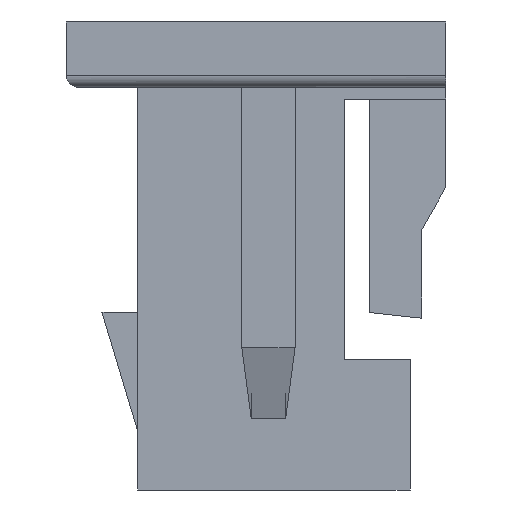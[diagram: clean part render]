
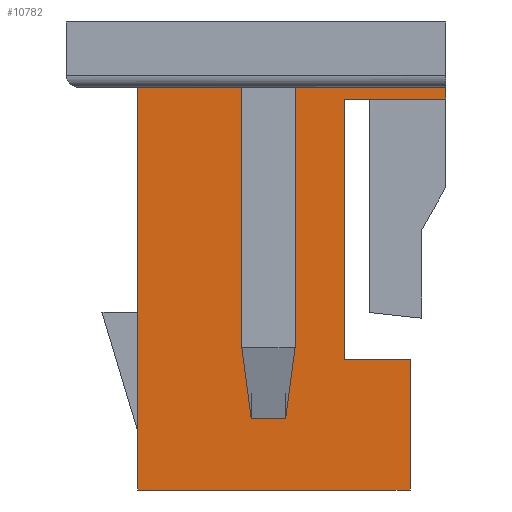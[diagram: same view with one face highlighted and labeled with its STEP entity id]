
A CAD part, left-side view. The second image highlights one B-rep face of the part: STEP entity #10782.
In plain terms, the highlighted planar face has unit normal (-1, 0, 0).
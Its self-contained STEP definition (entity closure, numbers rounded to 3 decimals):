
#1803=ORIENTED_EDGE('',*,*,#3402,.F.);
#1804=ORIENTED_EDGE('',*,*,#4455,.T.);
#1805=ORIENTED_EDGE('',*,*,#4456,.T.);
#1806=ORIENTED_EDGE('',*,*,#4457,.F.);
#1807=ORIENTED_EDGE('',*,*,#3269,.F.);
#1808=ORIENTED_EDGE('',*,*,#3225,.F.);
#1809=ORIENTED_EDGE('',*,*,#4458,.T.);
#1810=ORIENTED_EDGE('',*,*,#4459,.F.);
#1811=ORIENTED_EDGE('',*,*,#4460,.F.);
#1812=ORIENTED_EDGE('',*,*,#3221,.F.);
#1813=ORIENTED_EDGE('',*,*,#3542,.T.);
#1814=ORIENTED_EDGE('',*,*,#3442,.F.);
#3221=EDGE_CURVE('',#4803,#4804,#5841,.T.);
#3225=EDGE_CURVE('',#4807,#4808,#5845,.T.);
#3269=EDGE_CURVE('',#4808,#4842,#5885,.T.);
#3402=EDGE_CURVE('',#4971,#4972,#6018,.T.);
#3442=EDGE_CURVE('',#4972,#5003,#6058,.T.);
#3542=EDGE_CURVE('',#4803,#5003,#6158,.T.);
#4455=EDGE_CURVE('',#4971,#5727,#7071,.T.);
#4456=EDGE_CURVE('',#5727,#5728,#7072,.T.);
#4457=EDGE_CURVE('',#4842,#5728,#7073,.T.);
#4458=EDGE_CURVE('',#4807,#5729,#7074,.T.);
#4459=EDGE_CURVE('',#5730,#5729,#7075,.T.);
#4460=EDGE_CURVE('',#4804,#5730,#7076,.T.);
#4803=VERTEX_POINT('',#14237);
#4804=VERTEX_POINT('',#14239);
#4807=VERTEX_POINT('',#14245);
#4808=VERTEX_POINT('',#14247);
#4842=VERTEX_POINT('',#14334);
#4971=VERTEX_POINT('',#14598);
#4972=VERTEX_POINT('',#14600);
#5003=VERTEX_POINT('',#14680);
#5727=VERTEX_POINT('',#16637);
#5728=VERTEX_POINT('',#16639);
#5729=VERTEX_POINT('',#16642);
#5730=VERTEX_POINT('',#16644);
#5841=LINE('',#14238,#7417);
#5845=LINE('',#14246,#7421);
#5885=LINE('',#14333,#7461);
#6018=LINE('',#14599,#7594);
#6058=LINE('',#14679,#7634);
#6158=LINE('',#14864,#7734);
#7071=LINE('',#16636,#8647);
#7072=LINE('',#16638,#8648);
#7073=LINE('',#16640,#8649);
#7074=LINE('',#16641,#8650);
#7075=LINE('',#16643,#8651);
#7076=LINE('',#16645,#8652);
#7417=VECTOR('',#11613,1000.);
#7421=VECTOR('',#11617,1000.);
#7461=VECTOR('',#11683,1000.);
#7594=VECTOR('',#11822,1000.);
#7634=VECTOR('',#11880,1000.);
#7734=VECTOR('',#11982,1000.);
#8647=VECTOR('',#13333,1000.);
#8648=VECTOR('',#13334,1000.);
#8649=VECTOR('',#13335,1000.);
#8650=VECTOR('',#13336,1000.);
#8651=VECTOR('',#13337,1000.);
#8652=VECTOR('',#13338,1000.);
#9239=EDGE_LOOP('',(#1803,#1804,#1805,#1806,#1807,#1808,#1809,#1810,#1811,
#1812,#1813,#1814));
#9765=FACE_BOUND('',#9239,.T.);
#10274=PLANE('',#11314);
#10782=ADVANCED_FACE('',(#9765),#10274,.F.);
#11314=AXIS2_PLACEMENT_3D('',#16635,#13331,#13332);
#11613=DIRECTION('',(0.,-1.,0.));
#11617=DIRECTION('',(0.,-1.,0.));
#11683=DIRECTION('',(0.,0.,-1.));
#11822=DIRECTION('',(0.,0.,-1.));
#11880=DIRECTION('',(0.,1.,0.));
#11982=DIRECTION('',(0.,0.,-1.));
#13331=DIRECTION('',(1.,0.,0.));
#13332=DIRECTION('',(0.,0.,-1.));
#13333=DIRECTION('',(0.,1.,0.));
#13334=DIRECTION('',(0.,0.,1.));
#13335=DIRECTION('',(0.,1.,0.));
#13336=DIRECTION('',(0.,0.,-1.));
#13337=DIRECTION('',(0.,-1.,0.));
#13338=DIRECTION('',(0.,0.,-1.));
#14237=CARTESIAN_POINT('',(-8.35,1.,1.425));
#14238=CARTESIAN_POINT('',(-8.35,1.6,1.425));
#14239=CARTESIAN_POINT('',(-8.35,0.04,1.425));
#14245=CARTESIAN_POINT('',(-8.35,-0.25,1.425));
#14246=CARTESIAN_POINT('',(-8.35,-0.33,1.425));
#14247=CARTESIAN_POINT('',(-8.35,-1.6,1.425));
#14333=CARTESIAN_POINT('',(-8.35,-1.6,1.425));
#14334=CARTESIAN_POINT('',(-8.35,-1.6,1.325));
#14598=CARTESIAN_POINT('',(-8.35,-1.3,-0.875));
#14599=CARTESIAN_POINT('',(-8.35,-1.3,0.));
#14600=CARTESIAN_POINT('',(-8.35,-1.3,-1.975));
#14679=CARTESIAN_POINT('',(-8.35,-1.6,-1.975));
#14680=CARTESIAN_POINT('',(-8.35,1.,-1.975));
#14864=CARTESIAN_POINT('',(-8.35,1.,1.425));
#16635=CARTESIAN_POINT('',(-8.35,0.,0.));
#16636=CARTESIAN_POINT('',(-8.35,-1.85,-0.875));
#16637=CARTESIAN_POINT('',(-8.35,-0.75,-0.875));
#16638=CARTESIAN_POINT('',(-8.35,-0.75,-0.875));
#16639=CARTESIAN_POINT('',(-8.35,-0.75,1.325));
#16640=CARTESIAN_POINT('',(-8.35,-1.85,1.325));
#16641=CARTESIAN_POINT('',(-8.35,-0.25,1.425));
#16642=CARTESIAN_POINT('',(-8.35,-0.25,-1.375));
#16643=CARTESIAN_POINT('',(-8.35,0.12,-1.375));
#16644=CARTESIAN_POINT('',(-8.35,0.04,-1.375));
#16645=CARTESIAN_POINT('',(-8.35,0.04,1.425));
